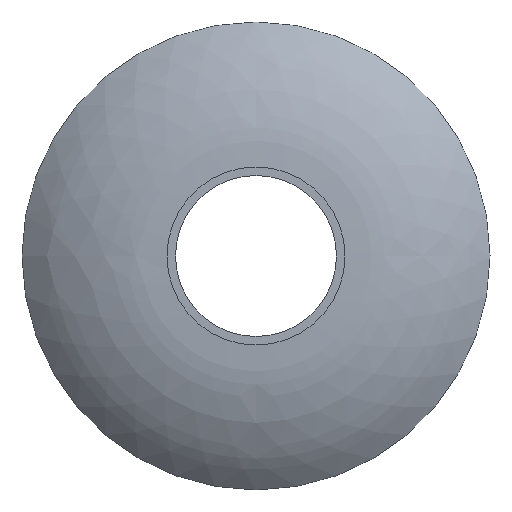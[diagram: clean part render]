
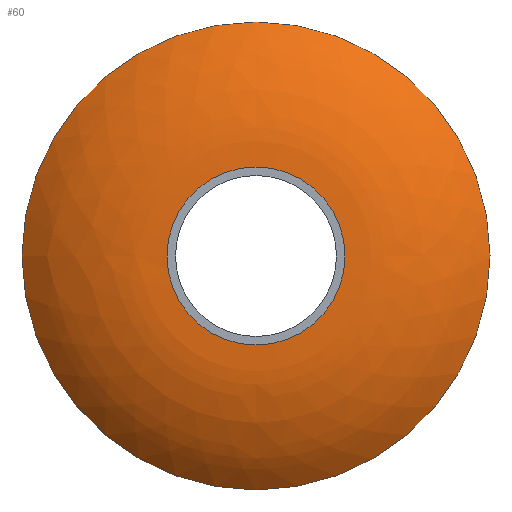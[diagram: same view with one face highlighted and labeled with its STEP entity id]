
A CAD part, left-side view. The second image highlights one B-rep face of the part: STEP entity #60.
In plain terms, the highlighted free-form (B-spline) face has degree [2, 2] with [3, 9] control points.
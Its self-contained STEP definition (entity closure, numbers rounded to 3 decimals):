
#22=FACE_OUTER_BOUND('',#26,.T.);
#26=EDGE_LOOP('',(#47,#48,#49,#50));
#32=CIRCLE('',#66,4.754);
#33=CIRCLE('',#67,11.5);
#34=CIRCLE('',#68,12.5);
#37=VERTEX_POINT('',#121);
#38=VERTEX_POINT('',#123);
#41=EDGE_CURVE('',#37,#37,#32,.T.);
#42=EDGE_CURVE('',#37,#38,#33,.T.);
#43=EDGE_CURVE('',#38,#38,#34,.T.);
#47=ORIENTED_EDGE('',*,*,#41,.T.);
#48=ORIENTED_EDGE('',*,*,#42,.T.);
#49=ORIENTED_EDGE('',*,*,#43,.F.);
#50=ORIENTED_EDGE('',*,*,#42,.F.);
#59=(
BOUNDED_SURFACE()
B_SPLINE_SURFACE(2,2,((#94,#95,#96,#97,#98,#99,#100,#101,#102),(#103,#104,
#105,#106,#107,#108,#109,#110,#111),(#112,#113,#114,#115,#116,#117,#118,
#119,#120)),.UNSPECIFIED.,.F.,.T.,.F.)
B_SPLINE_SURFACE_WITH_KNOTS((3,3),(3,2,2,2,3),(0.832,1.571),
(-3.142,-1.571,0.,1.571,3.142),
 .UNSPECIFIED.)
GEOMETRIC_REPRESENTATION_ITEM()
RATIONAL_B_SPLINE_SURFACE(((1.,0.707,1.,0.707,1.,
0.707,1.,0.707,1.),(0.933,0.659,
0.933,0.659,0.933,0.659,
0.933,0.659,0.933),(1.,0.707,
1.,0.707,1.,0.707,1.,0.707,1.)))
REPRESENTATION_ITEM('')
SURFACE()
);
#60=ADVANCED_FACE('',(#22),#59,.T.);
#66=AXIS2_PLACEMENT_3D('',#122,#76,#77);
#67=AXIS2_PLACEMENT_3D('',#124,#78,#79);
#68=AXIS2_PLACEMENT_3D('',#125,#80,#81);
#76=DIRECTION('center_axis',(1.,0.,0.));
#77=DIRECTION('ref_axis',(0.,-1.,0.));
#78=DIRECTION('center_axis',(0.,0.,
-1.));
#79=DIRECTION('ref_axis',(0.,1.,0.));
#80=DIRECTION('center_axis',(1.,0.,0.));
#81=DIRECTION('ref_axis',(0.,1.,0.));
#94=CARTESIAN_POINT('Ctrl Pts',(-32.432,142.483,20.016));
#95=CARTESIAN_POINT('Ctrl Pts',(-32.432,142.483,32.516));
#96=CARTESIAN_POINT('Ctrl Pts',(-32.432,129.983,32.516));
#97=CARTESIAN_POINT('Ctrl Pts',(-32.432,117.483,32.516));
#98=CARTESIAN_POINT('Ctrl Pts',(-32.432,117.483,20.016));
#99=CARTESIAN_POINT('Ctrl Pts',(-32.432,117.483,7.516));
#100=CARTESIAN_POINT('Ctrl Pts',(-32.432,129.983,7.516));
#101=CARTESIAN_POINT('Ctrl Pts',(-32.432,142.483,7.516));
#102=CARTESIAN_POINT('Ctrl Pts',(-32.432,142.483,20.016));
#103=CARTESIAN_POINT('Ctrl Pts',(-35.432,139.191,20.016));
#104=CARTESIAN_POINT('Ctrl Pts',(-35.432,139.191,29.224));
#105=CARTESIAN_POINT('Ctrl Pts',(-35.432,129.983,29.224));
#106=CARTESIAN_POINT('Ctrl Pts',(-35.432,120.775,29.224));
#107=CARTESIAN_POINT('Ctrl Pts',(-35.432,120.775,20.016));
#108=CARTESIAN_POINT('Ctrl Pts',(-35.432,120.775,10.808));
#109=CARTESIAN_POINT('Ctrl Pts',(-35.432,129.983,10.808));
#110=CARTESIAN_POINT('Ctrl Pts',(-35.432,139.191,10.808));
#111=CARTESIAN_POINT('Ctrl Pts',(-35.432,139.191,20.016));
#112=CARTESIAN_POINT('Ctrl Pts',(-35.432,134.737,20.016));
#113=CARTESIAN_POINT('Ctrl Pts',(-35.432,134.737,24.77));
#114=CARTESIAN_POINT('Ctrl Pts',(-35.432,129.983,24.77));
#115=CARTESIAN_POINT('Ctrl Pts',(-35.432,125.229,24.77));
#116=CARTESIAN_POINT('Ctrl Pts',(-35.432,125.229,20.016));
#117=CARTESIAN_POINT('Ctrl Pts',(-35.432,125.229,15.262));
#118=CARTESIAN_POINT('Ctrl Pts',(-35.432,129.983,15.262));
#119=CARTESIAN_POINT('Ctrl Pts',(-35.432,134.737,15.262));
#120=CARTESIAN_POINT('Ctrl Pts',(-35.432,134.737,20.016));
#121=CARTESIAN_POINT('',(-35.432,134.737,20.016));
#122=CARTESIAN_POINT('Origin',(-35.432,129.983,20.016));
#123=CARTESIAN_POINT('',(-32.432,142.483,20.016));
#124=CARTESIAN_POINT('Origin',(-23.932,134.737,20.016));
#125=CARTESIAN_POINT('Origin',(-32.432,129.983,20.016));
